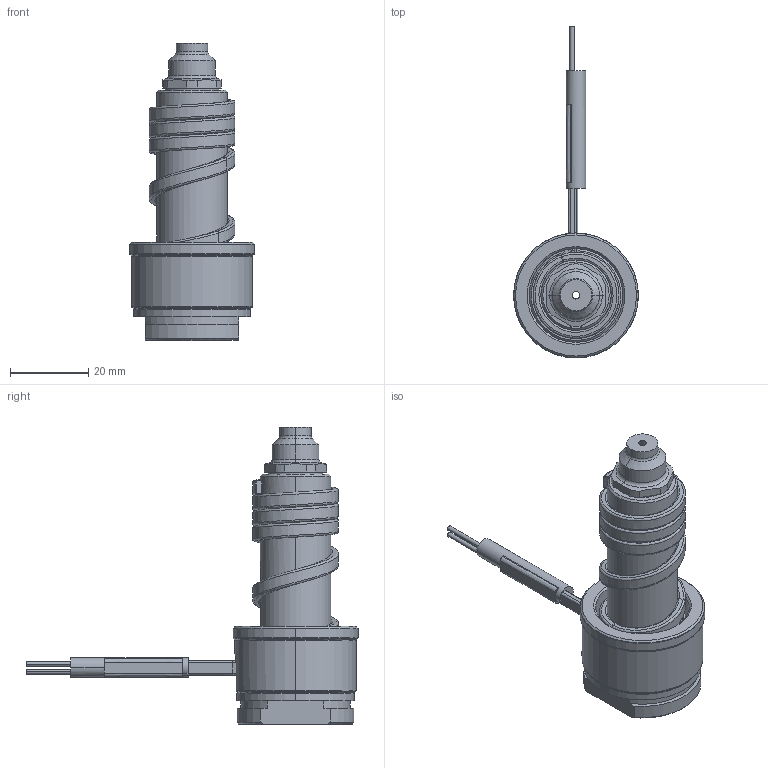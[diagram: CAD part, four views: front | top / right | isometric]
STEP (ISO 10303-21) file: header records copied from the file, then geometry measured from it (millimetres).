
FILE_DESCRIPTION((''),'2;1');
FILE_NAME('SM-76-CKG','2014-03-11T',('Íàòàëüÿ'),('IMID'),'PRO/ENGINEER BY PARAMETRIC TECHNOLOGY CORPORATION, 2010180','PRO/ENGINEER BY PARAMETRIC TECHNOLOGY CORPORATION, 2010180','');
FILE_SCHEMA(('CONFIG_CONTROL_DESIGN'));
Length unit declared in the file: millimetre
Products named in the file (1): SM-76-CKG
Bounding box: 32 x 85 x 76.2 mm (x, y, z)
Volume: 28008.7 mm3; surface area: 16010 mm2
Topology: 1 solids, 11 shells, 310 faces, 789 edges, 473 vertices
Faces by surface type: cylinder 110, bspline 57, plane 55, cone 50, torus 22, revolution 9, extrusion 7
Entity records: 15546 total; most frequent: CARTESIAN_POINT 8380, ORIENTED_EDGE 1522, DIRECTION 1414, EDGE_CURVE 781, AXIS2_PLACEMENT_3D 565, VERTEX_POINT 473, EDGE_LOOP 334, CIRCLE 327
